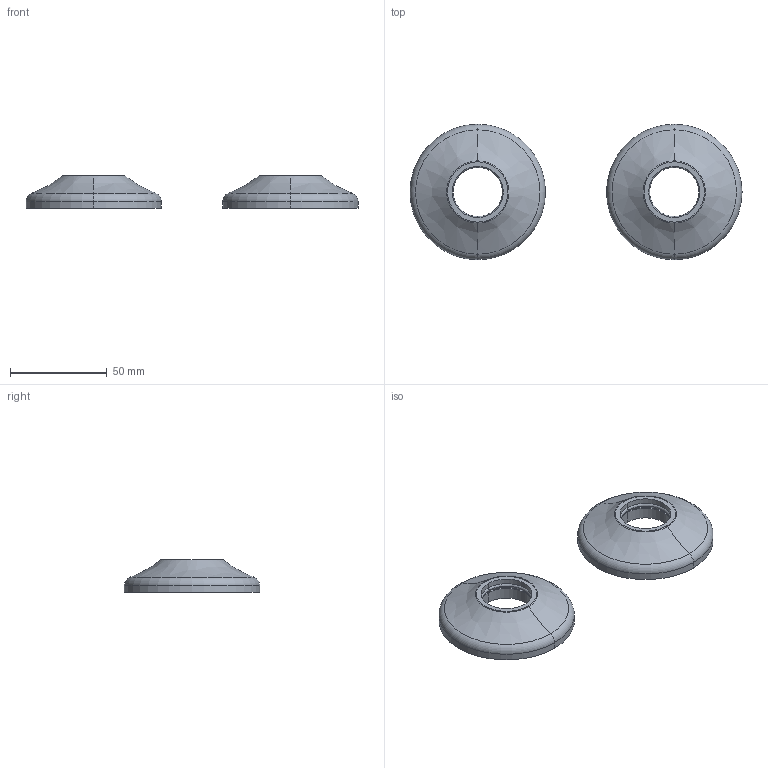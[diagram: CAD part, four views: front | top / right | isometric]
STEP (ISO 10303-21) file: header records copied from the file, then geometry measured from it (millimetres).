
FILE_DESCRIPTION((''),'2;1');
FILE_NAME('5639B_ASM','2019-08-09T16:53:50',('jinson.thomas'),(''),'CREO PARAMETRIC BY PTC INC, 2018400','CREO PARAMETRIC BY PTC INC, 2018400','');
FILE_SCHEMA(('CONFIG_CONTROL_DESIGN'));
Length unit declared in the file: inch
Products named in the file (3): 40730; 91073; 5639B_ASM
Assembly tree (4 placements, depth 2):
  5639B_ASM
    40730  x2
    91073  x2
Bounding box: 171.65 x 70.05 x 17.02 mm (x, y, z)
Volume: 46495.3 mm3; surface area: 23803.4 mm2
Topology: 4 solids, 4 shells, 70 faces, 156 edges, 96 vertices
Faces by surface type: cylinder 28, torus 16, bspline 14, plane 12
Entity records: 2392 total; most frequent: CARTESIAN_POINT 1530, DIRECTION 167, ORIENTED_EDGE 156, EDGE_CURVE 78, AXIS2_PLACEMENT_3D 74, VERTEX_POINT 48, EDGE_LOOP 40, CIRCLE 39
